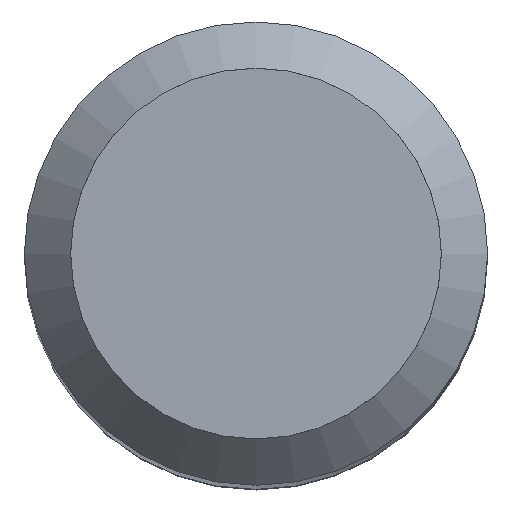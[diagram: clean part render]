
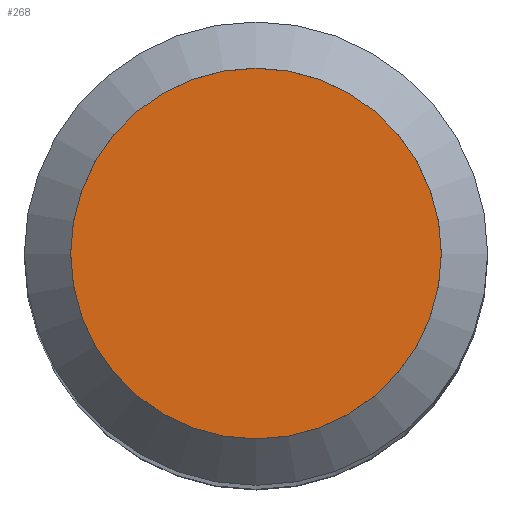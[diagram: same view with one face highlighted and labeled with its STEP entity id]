
A CAD part, top view. The second image highlights one B-rep face of the part: STEP entity #268.
In plain terms, the highlighted planar face has unit normal (0, 0, 1).
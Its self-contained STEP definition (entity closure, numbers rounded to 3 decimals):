
#85=PLANE('',#296);
#104=CIRCLE('',#294,4.);
#105=CIRCLE('',#295,4.);
#122=VERTEX_POINT('',#424);
#123=VERTEX_POINT('',#426);
#168=EDGE_CURVE('',#123,#122,#104,.F.);
#169=EDGE_CURVE('',#122,#123,#105,.F.);
#219=ORIENTED_EDGE('',*,*,#168,.T.);
#220=ORIENTED_EDGE('',*,*,#169,.T.);
#240=EDGE_LOOP('',(#219,#220));
#254=FACE_BOUND('',#240,.T.);
#268=ADVANCED_FACE('',(#254),#85,.F.);
#294=AXIS2_PLACEMENT_3D('',#425,#356,#357);
#295=AXIS2_PLACEMENT_3D('',#427,#358,#359);
#296=AXIS2_PLACEMENT_3D('',#428,#360,$);
#356=DIRECTION('',(0.,0.,-1.));
#357=DIRECTION('',(-4.,0.,0.));
#358=DIRECTION('',(0.,0.,-1.));
#359=DIRECTION('',(-4.,0.,0.));
#360=DIRECTION('',(0.,0.,-1.));
#424=CARTESIAN_POINT('',(-4.,0.,0.));
#425=CARTESIAN_POINT('',(0.,0.,0.));
#426=CARTESIAN_POINT('',(4.,0.,0.));
#427=CARTESIAN_POINT('',(0.,0.,0.));
#428=CARTESIAN_POINT('',(0.,4.,0.));
